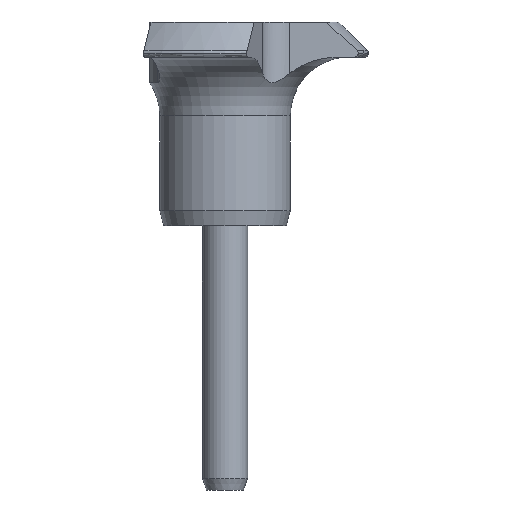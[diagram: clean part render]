
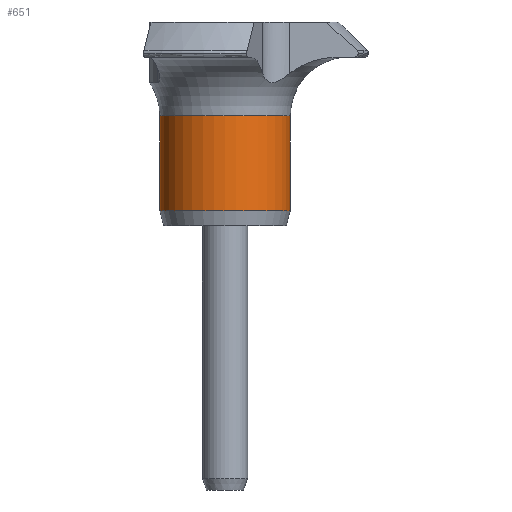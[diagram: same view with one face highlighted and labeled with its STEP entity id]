
A CAD part, front view. The second image highlights one B-rep face of the part: STEP entity #651.
In plain terms, the highlighted cylindrical face has radius 8.65 mm (diameter 17.3 mm), a partial arc.
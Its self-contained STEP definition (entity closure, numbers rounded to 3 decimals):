
#315=VERTEX_POINT('',#910);
#573=VERTEX_POINT('',#1191);
#641=EDGE_CURVE('',#753,#771,#1266,.T.);
#651=ADVANCED_FACE('',(#1276),#1277,.T.);
#741=EDGE_CURVE('',#771,#573,#1380,.T.);
#753=VERTEX_POINT('',#1393);
#771=VERTEX_POINT('',#1411);
#777=EDGE_CURVE('',#315,#753,#1418,.T.);
#825=EDGE_CURVE('',#315,#573,#1471,.T.);
#910=CARTESIAN_POINT('',(-8.65,0.,1.069));
#1191=CARTESIAN_POINT('',(8.65,0.,1.069));
#1266=CIRCLE('',#2423,8.65);
#1276=FACE_OUTER_BOUND('',#2434,.T.);
#1277=CYLINDRICAL_SURFACE('',#2435,8.65);
#1380=LINE('',#2593,#2594);
#1393=CARTESIAN_POINT('',(-8.65,0.,13.651));
#1411=CARTESIAN_POINT('',(8.65,0.,13.651));
#1418=LINE('',#2665,#2666);
#1471=CIRCLE('',#2779,8.65);
#2423=AXIS2_PLACEMENT_3D('',#3351,#3352,#3353);
#2434=EDGE_LOOP('',(#3358,#3359,#3360,#3361));
#2435=AXIS2_PLACEMENT_3D('',#3362,#3363,#3364);
#2593=CARTESIAN_POINT('',(8.65,0.,7.989));
#2594=VECTOR('',#3507,1.0);
#2665=CARTESIAN_POINT('',(-8.65,0.,7.989));
#2666=VECTOR('',#3539,1.0);
#2779=AXIS2_PLACEMENT_3D('',#3614,#3615,#3616);
#3351=CARTESIAN_POINT('',(0.,0.,13.651));
#3352=DIRECTION('',(0.0,0.0,1.0));
#3353=DIRECTION('',(-1.0,0.,0.0));
#3358=ORIENTED_EDGE('',*,*,#777,.F.);
#3359=ORIENTED_EDGE('',*,*,#825,.T.);
#3360=ORIENTED_EDGE('',*,*,#741,.F.);
#3361=ORIENTED_EDGE('',*,*,#641,.F.);
#3362=CARTESIAN_POINT('',(0.,0.,7.989));
#3363=DIRECTION('',(-0.0,-0.0,-1.0));
#3364=DIRECTION('',(-1.0,0.,0.0));
#3507=DIRECTION('',(-0.0,-0.0,-1.0));
#3539=DIRECTION('',(0.0,0.0,1.0));
#3614=CARTESIAN_POINT('',(0.,0.,1.069));
#3615=DIRECTION('',(0.0,0.0,1.0));
#3616=DIRECTION('',(-1.0,0.,0.0));
